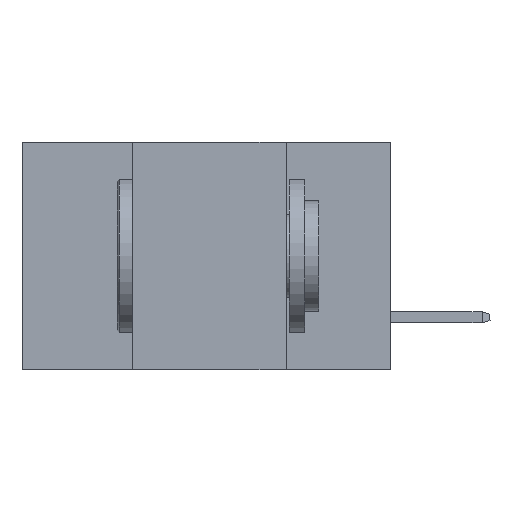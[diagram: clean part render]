
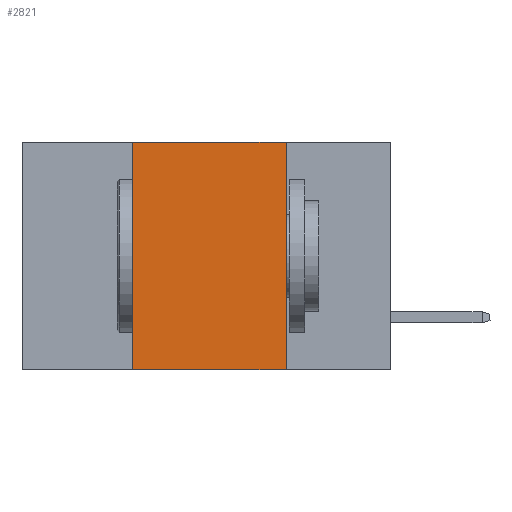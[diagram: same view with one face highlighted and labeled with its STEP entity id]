
A CAD part, left-side view. The second image highlights one B-rep face of the part: STEP entity #2821.
In plain terms, the highlighted planar face has unit normal (-1, 0, 0).
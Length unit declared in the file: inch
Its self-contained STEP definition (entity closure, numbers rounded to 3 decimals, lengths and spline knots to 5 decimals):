
#1214 = VECTOR ( 'NONE', #10733, 39.37008 ) ;
#1454 = LINE ( 'NONE', #17139, #15120 ) ;
#1955 = VECTOR ( 'NONE', #12768, 39.37008 ) ;
#2821 = ADVANCED_FACE ( 'NONE', ( #6775 ), #9260, .F. ) ;
#3077 = CARTESIAN_POINT ( 'NONE',  ( 0., 0.17, -0.37 ) ) ;
#4001 = DIRECTION ( 'NONE',  ( 0., 0., -1. ) ) ;
#4035 = EDGE_CURVE ( 'NONE', #8784, #13485, #8917, .T. ) ;
#4412 = CARTESIAN_POINT ( 'NONE',  ( 0., 0.6, 0. ) ) ;
#5070 = CARTESIAN_POINT ( 'NONE',  ( 0., 0.42, 0. ) ) ;
#6775 = FACE_OUTER_BOUND ( 'NONE', #15922, .T. ) ;
#6778 = CARTESIAN_POINT ( 'NONE',  ( 0., 0.17, 0. ) ) ;
#6953 = ORIENTED_EDGE ( 'NONE', *, *, #14046, .F. ) ;
#6967 = ORIENTED_EDGE ( 'NONE', *, *, #13499, .F. ) ;
#7073 = ORIENTED_EDGE ( 'NONE', *, *, #4035, .F. ) ;
#7204 = ORIENTED_EDGE ( 'NONE', *, *, #9717, .T. ) ;
#7590 = LINE ( 'NONE', #7878, #14315 ) ;
#7878 = CARTESIAN_POINT ( 'NONE',  ( 0., 0.6, 0. ) ) ;
#8784 = VERTEX_POINT ( 'NONE', #14027 ) ;
#8917 = LINE ( 'NONE', #12694, #1955 ) ;
#9074 = AXIS2_PLACEMENT_3D ( 'NONE', #4412, #16185, #4001 ) ;
#9260 = PLANE ( 'NONE',  #9074 ) ;
#9275 = DIRECTION ( 'NONE',  ( 0., -1., 0. ) ) ;
#9460 = VERTEX_POINT ( 'NONE', #3077 ) ;
#9717 = EDGE_CURVE ( 'NONE', #8784, #9460, #1454, .T. ) ;
#10443 = CARTESIAN_POINT ( 'NONE',  ( 0., 0.17, 0. ) ) ;
#10579 = DIRECTION ( 'NONE',  ( 0., -1., 0. ) ) ;
#10733 = DIRECTION ( 'NONE',  ( 0., 0., -1. ) ) ;
#12694 = CARTESIAN_POINT ( 'NONE',  ( 0., 0.42, 0. ) ) ;
#12768 = DIRECTION ( 'NONE',  ( 0., 0., 1. ) ) ;
#13485 = VERTEX_POINT ( 'NONE', #5070 ) ;
#13499 = EDGE_CURVE ( 'NONE', #13485, #15410, #7590, .T. ) ;
#14027 = CARTESIAN_POINT ( 'NONE',  ( 0., 0.42, -0.37 ) ) ;
#14046 = EDGE_CURVE ( 'NONE', #15410, #9460, #15740, .T. ) ;
#14315 = VECTOR ( 'NONE', #9275, 39.37008 ) ;
#15120 = VECTOR ( 'NONE', #10579, 39.37008 ) ;
#15410 = VERTEX_POINT ( 'NONE', #6778 ) ;
#15740 = LINE ( 'NONE', #10443, #1214 ) ;
#15922 = EDGE_LOOP ( 'NONE', ( #6953, #6967, #7073, #7204 ) ) ;
#16185 = DIRECTION ( 'NONE',  ( 1., 0., 0. ) ) ;
#17139 = CARTESIAN_POINT ( 'NONE',  ( 0., 0.6, -0.37 ) ) ;
